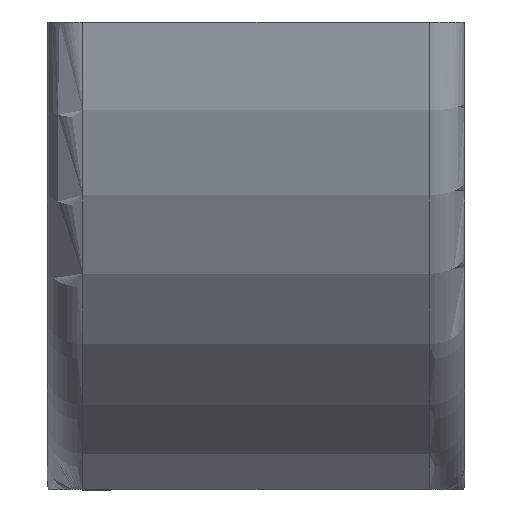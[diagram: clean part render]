
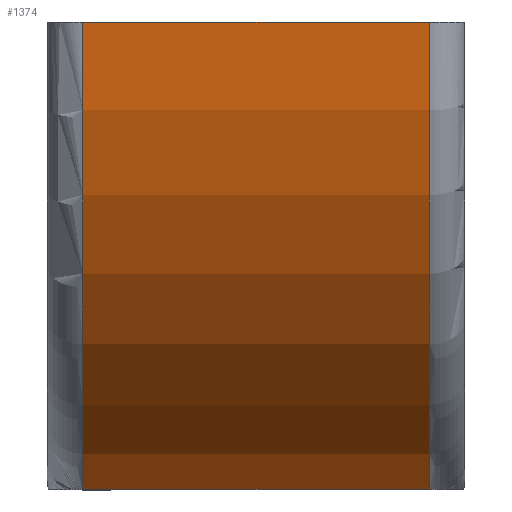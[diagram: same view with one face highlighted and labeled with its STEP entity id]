
A CAD part, top view. The second image highlights one B-rep face of the part: STEP entity #1374.
In plain terms, the highlighted cylindrical face has radius 38 mm (diameter 76 mm), a partial arc.
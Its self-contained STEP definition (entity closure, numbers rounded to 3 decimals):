
#110 = CIRCLE ( 'NONE', #707, 38. ) ;
#117 = CARTESIAN_POINT ( 'NONE',  ( 2.5, 35., 37.881 ) ) ;
#139 = CARTESIAN_POINT ( 'NONE',  ( 27., 38., 0. ) ) ;
#177 = CARTESIAN_POINT ( 'NONE',  ( 27., 2., 12.166 ) ) ;
#209 = EDGE_CURVE ( 'NONE', #1032, #389, #1078, .T. ) ;
#266 = DIRECTION ( 'NONE',  ( 0., 0., -1. ) ) ;
#316 = AXIS2_PLACEMENT_3D ( 'NONE', #327, #1709, #1348 ) ;
#327 = CARTESIAN_POINT ( 'NONE',  ( 2.5, 38., 0. ) ) ;
#334 = DIRECTION ( 'NONE',  ( -1., 0., 0. ) ) ;
#341 = CARTESIAN_POINT ( 'NONE',  ( -12.304, 35., 37.881 ) ) ;
#348 = VECTOR ( 'NONE', #1266, 1000. ) ;
#389 = VERTEX_POINT ( 'NONE', #906 ) ;
#467 = FACE_OUTER_BOUND ( 'NONE', #731, .T. ) ;
#475 = CARTESIAN_POINT ( 'NONE',  ( -12.304, 38., 0. ) ) ;
#518 = EDGE_CURVE ( 'NONE', #1032, #1719, #1715, .T. ) ;
#685 = ORIENTED_EDGE ( 'NONE', *, *, #209, .T. ) ;
#707 = AXIS2_PLACEMENT_3D ( 'NONE', #139, #1369, #266 ) ;
#731 = EDGE_LOOP ( 'NONE', ( #1501, #970, #1648, #685 ) ) ;
#795 = EDGE_CURVE ( 'NONE', #935, #389, #1686, .T. ) ;
#826 = AXIS2_PLACEMENT_3D ( 'NONE', #475, #334, #1724 ) ;
#878 = CYLINDRICAL_SURFACE ( 'NONE', #826, 38. ) ;
#888 = DIRECTION ( 'NONE',  ( 1., 0., 0. ) ) ;
#906 = CARTESIAN_POINT ( 'NONE',  ( 2.5, 2., 12.166 ) ) ;
#935 = VERTEX_POINT ( 'NONE', #177 ) ;
#970 = ORIENTED_EDGE ( 'NONE', *, *, #1725, .T. ) ;
#1032 = VERTEX_POINT ( 'NONE', #117 ) ;
#1078 = CIRCLE ( 'NONE', #316, 38. ) ;
#1266 = DIRECTION ( 'NONE',  ( -1., 0., 0. ) ) ;
#1348 = DIRECTION ( 'NONE',  ( 0., 0., 1. ) ) ;
#1369 = DIRECTION ( 'NONE',  ( -1., 0., 0. ) ) ;
#1374 = ADVANCED_FACE ( 'NONE', ( #467 ), #878, .T. ) ;
#1491 = VECTOR ( 'NONE', #888, 1000. ) ;
#1501 = ORIENTED_EDGE ( 'NONE', *, *, #795, .F. ) ;
#1538 = CARTESIAN_POINT ( 'NONE',  ( -12.304, 2., 12.166 ) ) ;
#1631 = CARTESIAN_POINT ( 'NONE',  ( 27., 35., 37.881 ) ) ;
#1648 = ORIENTED_EDGE ( 'NONE', *, *, #518, .F. ) ;
#1686 = LINE ( 'NONE', #1538, #348 ) ;
#1709 = DIRECTION ( 'NONE',  ( 1., 0., 0. ) ) ;
#1715 = LINE ( 'NONE', #341, #1491 ) ;
#1719 = VERTEX_POINT ( 'NONE', #1631 ) ;
#1724 = DIRECTION ( 'NONE',  ( 0., 0., 1. ) ) ;
#1725 = EDGE_CURVE ( 'NONE', #935, #1719, #110, .T. ) ;
